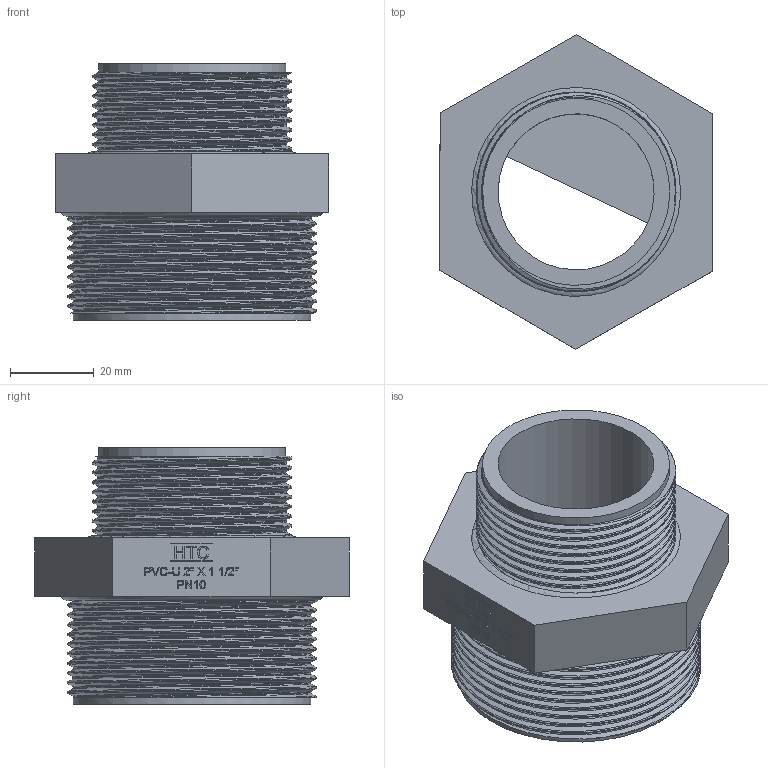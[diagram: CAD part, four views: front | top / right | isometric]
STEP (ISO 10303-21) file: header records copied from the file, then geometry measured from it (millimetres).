
FILE_DESCRIPTION(/* description */ (''),/* implementation_level */ '2;1');
FILE_NAME(/* name */ 'AF0205.063.050.step',/* time_stamp */ '2026-03-26T09:51:22+01:00',/* author */ (''),/* organization */ (''),/* preprocessor_version */ 'ST-DEVELOPER v20.1',/* originating_system */ 'Autodesk Translation Framework v14.24.0.0',/* authorisation */ '');
FILE_SCHEMA (('AUTOMOTIVE_DESIGN { 1 0 10303 214 3 1 1 }'));
Length unit declared in the file: millimetre
Products named in the file (1): 2026-03-26-08-27-20-431
Bounding box: 65.22 x 75.05 x 61.2 mm (x, y, z)
Volume: 73101.1 mm3; surface area: 28451.6 mm2
Topology: 1 solids, 1 shells, 366 faces, 996 edges, 663 vertices
Faces by surface type: plane 180, bspline 159, cylinder 25, torus 2
Full cylindrical faces by diameter (mm): 37.2 x1, 44.623 x1, 44.845 x7, 45.5 x1, 56.634 x1, 56.656 x9, 59.434 x1
Entity records: 22462 total; most frequent: CARTESIAN_POINT 14354, ORIENTED_EDGE 1988, DIRECTION 1062, EDGE_CURVE 994, VERTEX_POINT 662, LINE 602, VECTOR 602, EDGE_LOOP 400
